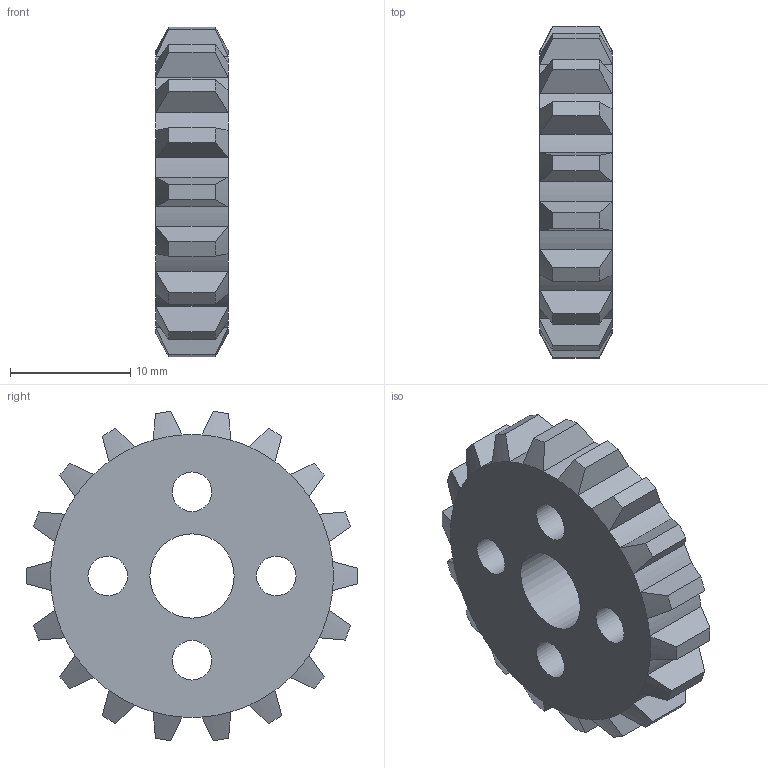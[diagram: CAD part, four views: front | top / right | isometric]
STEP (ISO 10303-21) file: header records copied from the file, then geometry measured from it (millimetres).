
FILE_DESCRIPTION(/* description */ ('','CAx-IF Rec.Pracs.---Representation and Presentation of Product Manufacturing Information (PMI)---4.0---2014-10-13'),/* implementation_level */ '2;1');
FILE_NAME(/* name */ 'Gripper_Gear.stp',/* time_stamp */ '2026-02-01T17:06:42+03:00',/* author */ ('Dmitry'),/* organization */ (''),/* preprocessor_version */ 'ST-DEVELOPER v19.2',/* originating_system */ 'Autodesk Inventor 2024',/* authorisation */ '');
FILE_SCHEMA (('AP242_MANAGED_MODEL_BASED_3D_ENGINEERING_MIM_LF { 1 0 10303 442 1 1 4 }'));
Length unit declared in the file: millimetre
Products named in the file (1): Gripper_Gear
Bounding box: 6 x 27.6 x 27.41 mm (x, y, z)
Volume: 2255.5 mm3; surface area: 2004.2 mm2
Topology: 1 solids, 1 shells, 127 faces, 287 edges, 166 vertices
Faces by surface type: plane 60, cone 44, cylinder 23
Full cylindrical faces by diameter (mm): 3.3 x4, 7 x1
Entity records: 3629 total; most frequent: CARTESIAN_POINT 747, DIRECTION 633, ORIENTED_EDGE 574, EDGE_CURVE 287, AXIS2_PLACEMENT_3D 274, VERTEX_POINT 166, EDGE_LOOP 141, CIRCLE 133
